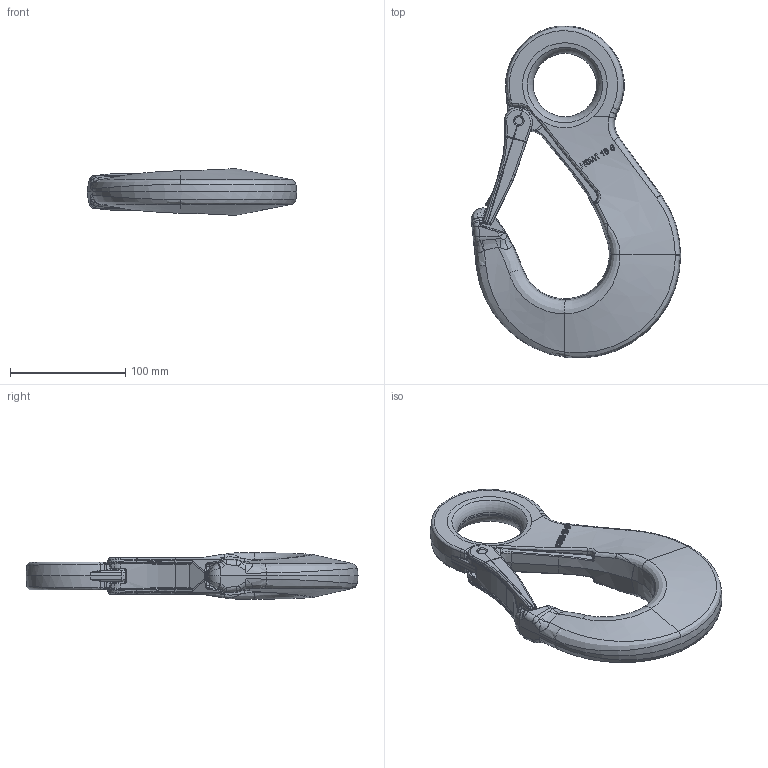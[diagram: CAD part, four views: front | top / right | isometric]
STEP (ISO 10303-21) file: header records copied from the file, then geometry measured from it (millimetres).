
FILE_DESCRIPTION(/* description */ (''),/* implementation_level */ '2;1');
FILE_NAME(/* name */ 'HSWI 16-6 Kundenmodell.stp',/* time_stamp */ '2015-10-27T10:40:47+01:00',/* author */ (''),/* organization */ (''),/* preprocessor_version */ 'ST-DEVELOPER v15',/* originating_system */ 'SIEMENS PLM Software NX 9.0',/* authorisation */ '');
FILE_SCHEMA (('AUTOMOTIVE_DESIGN { 1 0 10303 214 3 1 1 1 }'));
Length unit declared in the file: millimetre
Products named in the file (1): zer0E60B1CDvbc6
Bounding box: 181.74 x 288.19 x 40.56 mm (x, y, z)
Volume: 618643.6 mm3; surface area: 83361.3 mm2
Topology: 3 solids, 3 shells, 801 faces, 1921 edges, 1112 vertices
Faces by surface type: bspline 370, cylinder 156, plane 138, extrusion 59, torus 44, cone 28, sphere 6
Full cylindrical faces by diameter (mm): 7 x4
Entity records: 32941 total; most frequent: CARTESIAN_POINT 17391, ORIENTED_EDGE 3760, DIRECTION 2425, EDGE_CURVE 1880, VERTEX_POINT 1105, AXIS2_PLACEMENT_3D 964, B_SPLINE_CURVE_WITH_KNOTS 898, EDGE_LOOP 829
